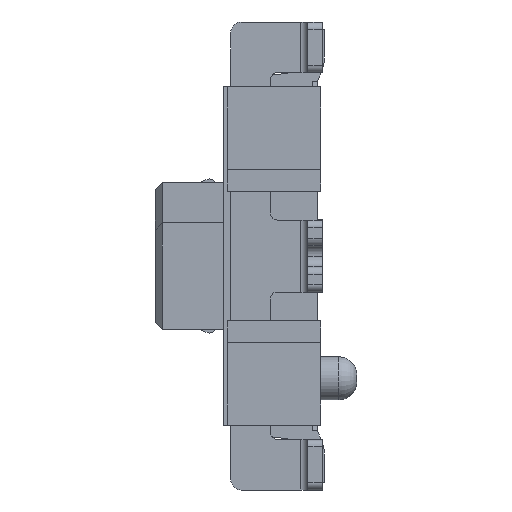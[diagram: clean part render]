
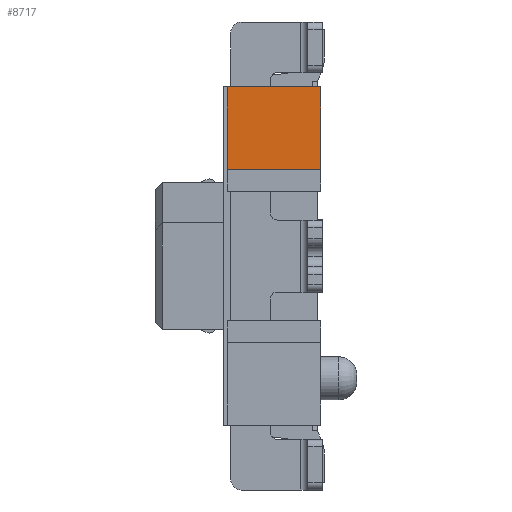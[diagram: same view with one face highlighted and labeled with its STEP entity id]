
A CAD part, left-side view. The second image highlights one B-rep face of the part: STEP entity #8717.
In plain terms, the highlighted planar face has unit normal (-1, 0, 0).
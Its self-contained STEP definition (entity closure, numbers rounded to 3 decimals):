
#794 = FACE_OUTER_BOUND ( 'NONE', #18029, .T. ) ;
#1489 = DIRECTION ( 'NONE',  ( -1., 0., 0. ) ) ;
#1619 = ORIENTED_EDGE ( 'NONE', *, *, #5856, .T. ) ;
#2782 = AXIS2_PLACEMENT_3D ( 'NONE', #7782, #1489, #5957 ) ;
#3074 = LINE ( 'NONE', #10007, #9960 ) ;
#4849 = LINE ( 'NONE', #18119, #26498 ) ;
#5769 = PLANE ( 'NONE',  #2782 ) ;
#5856 = EDGE_CURVE ( 'NONE', #19333, #19493, #22241, .T. ) ;
#5957 = DIRECTION ( 'NONE',  ( 0., 0., 1. ) ) ;
#5983 = ORIENTED_EDGE ( 'NONE', *, *, #23624, .T. ) ;
#7782 = CARTESIAN_POINT ( 'NONE',  ( -6.9, 1.3, 2.35 ) ) ;
#7942 = LINE ( 'NONE', #9922, #12177 ) ;
#8717 = ADVANCED_FACE ( 'NONE', ( #794 ), #5769, .T. ) ;
#9922 = CARTESIAN_POINT ( 'NONE',  ( -6.9, 1.3, 2.35 ) ) ;
#9960 = VECTOR ( 'NONE', #10092, 1000. ) ;
#10007 = CARTESIAN_POINT ( 'NONE',  ( -6.9, 1.3, 2.35 ) ) ;
#10092 = DIRECTION ( 'NONE',  ( 0., -1., 0. ) ) ;
#11468 = ORIENTED_EDGE ( 'NONE', *, *, #25393, .F. ) ;
#12177 = VECTOR ( 'NONE', #18227, 1000. ) ;
#13742 = CARTESIAN_POINT ( 'NONE',  ( -6.9, 1.3, 1.2 ) ) ;
#14234 = CARTESIAN_POINT ( 'NONE',  ( -6.9, 1.3, 1.2 ) ) ;
#15847 = DIRECTION ( 'NONE',  ( 0., -1., 0. ) ) ;
#17993 = VECTOR ( 'NONE', #15847, 1000. ) ;
#18029 = EDGE_LOOP ( 'NONE', ( #11468, #26413, #5983, #1619 ) ) ;
#18119 = CARTESIAN_POINT ( 'NONE',  ( -6.9, 0., 2.35 ) ) ;
#18227 = DIRECTION ( 'NONE',  ( 0., 0., -1. ) ) ;
#18371 = VERTEX_POINT ( 'NONE', #23244 ) ;
#19333 = VERTEX_POINT ( 'NONE', #14234 ) ;
#19493 = VERTEX_POINT ( 'NONE', #21499 ) ;
#21499 = CARTESIAN_POINT ( 'NONE',  ( -6.9, 0., 1.2 ) ) ;
#22241 = LINE ( 'NONE', #13742, #17993 ) ;
#22487 = EDGE_CURVE ( 'NONE', #18371, #23260, #3074, .T. ) ;
#23244 = CARTESIAN_POINT ( 'NONE',  ( -6.9, 1.3, 2.35 ) ) ;
#23260 = VERTEX_POINT ( 'NONE', #25407 ) ;
#23624 = EDGE_CURVE ( 'NONE', #18371, #19333, #7942, .T. ) ;
#24692 = DIRECTION ( 'NONE',  ( 0., 0., -1. ) ) ;
#25393 = EDGE_CURVE ( 'NONE', #23260, #19493, #4849, .T. ) ;
#25407 = CARTESIAN_POINT ( 'NONE',  ( -6.9, 0., 2.35 ) ) ;
#26413 = ORIENTED_EDGE ( 'NONE', *, *, #22487, .F. ) ;
#26498 = VECTOR ( 'NONE', #24692, 1000. ) ;
